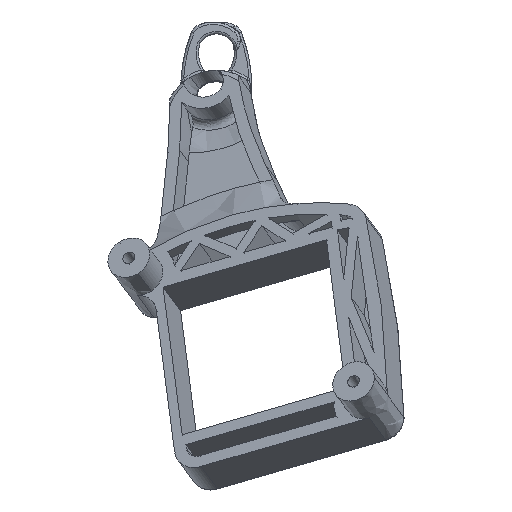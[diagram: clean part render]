
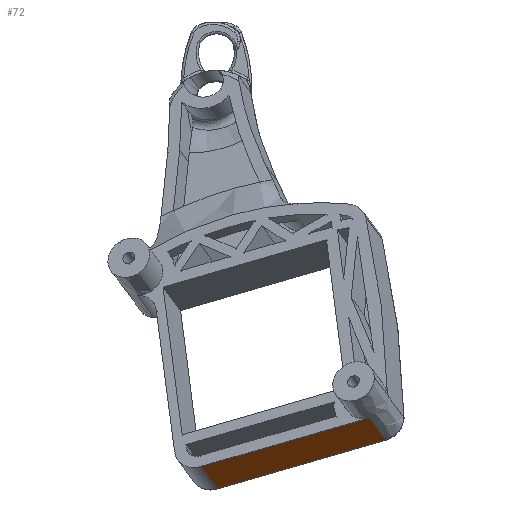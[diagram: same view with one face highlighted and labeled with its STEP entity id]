
A CAD part, left-side view. The second image highlights one B-rep face of the part: STEP entity #72.
In plain terms, the highlighted planar face has unit normal (-0.526, -0.109, -0.843).
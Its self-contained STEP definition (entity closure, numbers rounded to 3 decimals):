
#72=ADVANCED_FACE('',(#356),#4402,.T.);
#356=FACE_OUTER_BOUND('',#654,.T.);
#654=EDGE_LOOP('',(#1221,#1222,#1223,#1224));
#1221=ORIENTED_EDGE('',*,*,#2581,.T.);
#1222=ORIENTED_EDGE('',*,*,#2580,.T.);
#1223=ORIENTED_EDGE('',*,*,#2576,.T.);
#1224=ORIENTED_EDGE('',*,*,#2512,.T.);
#2512=EDGE_CURVE('',#3906,#3907,#3160,.T.);
#2576=EDGE_CURVE('',#3953,#3906,#3200,.T.);
#2580=EDGE_CURVE('',#3955,#3953,#3201,.T.);
#2581=EDGE_CURVE('',#3907,#3955,#3202,.T.);
#3160=B_SPLINE_CURVE_WITH_KNOTS('',1,(#14245,#14246),.UNSPECIFIED.,.F.,.F.,
(2,2),(0.,14.2),.UNSPECIFIED.);
#3200=B_SPLINE_CURVE_WITH_KNOTS('',1,(#14419,#14420),.UNSPECIFIED.,.F.,.F.,
(2,2),(-4.,-0.25),.UNSPECIFIED.);
#3201=B_SPLINE_CURVE_WITH_KNOTS('',1,(#14432,#14433),.UNSPECIFIED.,.F.,.F.,
(2,2),(0.,14.2),.UNSPECIFIED.);
#3202=B_SPLINE_CURVE_WITH_KNOTS('',1,(#14434,#14435),.UNSPECIFIED.,.F.,.F.,
(2,2),(0.25,4.),.UNSPECIFIED.);
#3906=VERTEX_POINT('',#13215);
#3907=VERTEX_POINT('',#13216);
#3953=VERTEX_POINT('',#13262);
#3955=VERTEX_POINT('',#13264);
#4402=PLANE('',#4556);
#4556=AXIS2_PLACEMENT_3D('',#5188,#4625,$);
#4625=DIRECTION('',(-0.526,-0.109,-0.843));
#5188=CARTESIAN_POINT('',(-78.311,-26.636,-25.022));
#13215=CARTESIAN_POINT('',(-78.07,-24.619,-25.433));
#13216=CARTESIAN_POINT('',(-74.67,-11.376,-29.269));
#13262=CARTESIAN_POINT('',(-75.011,-25.909,-27.176));
#13264=CARTESIAN_POINT('',(-71.61,-12.667,-31.011));
#14245=CARTESIAN_POINT('',(-78.07,-24.619,-25.433));
#14246=CARTESIAN_POINT('',(-74.67,-11.376,-29.269));
#14419=CARTESIAN_POINT('',(-75.011,-25.909,-27.176));
#14420=CARTESIAN_POINT('',(-78.07,-24.619,-25.433));
#14432=CARTESIAN_POINT('',(-71.61,-12.667,-31.011));
#14433=CARTESIAN_POINT('',(-75.011,-25.909,-27.176));
#14434=CARTESIAN_POINT('',(-74.67,-11.376,-29.269));
#14435=CARTESIAN_POINT('',(-71.61,-12.667,-31.011));
